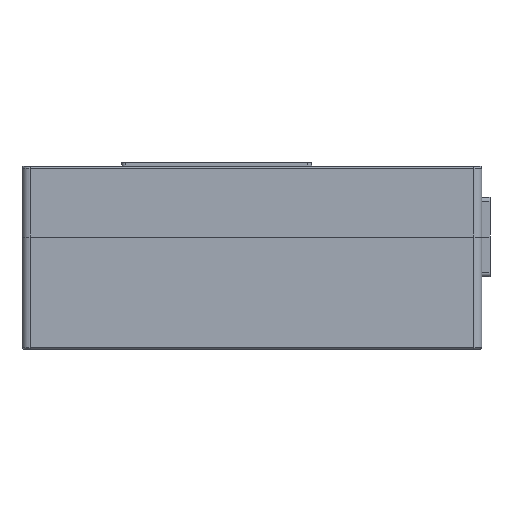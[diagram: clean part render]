
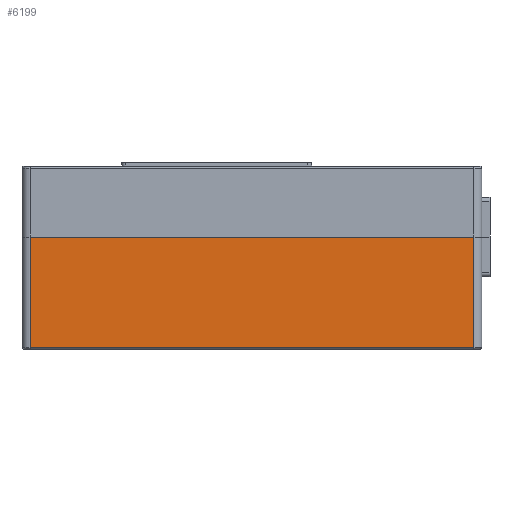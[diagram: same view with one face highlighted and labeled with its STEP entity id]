
A CAD part, left-side view. The second image highlights one B-rep face of the part: STEP entity #6199.
In plain terms, the highlighted planar face has unit normal (-1, 0, 0).
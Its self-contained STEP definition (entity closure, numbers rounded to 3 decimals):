
#965 = PLANE ( 'NONE',  #12730 ) ;
#1763 = LINE ( 'NONE', #3231, #19344 ) ;
#3231 = CARTESIAN_POINT ( 'NONE',  ( -110., -108., -19.5 ) ) ;
#3240 = CARTESIAN_POINT ( 'NONE',  ( -110., 1., -20. ) ) ;
#6199 = ADVANCED_FACE ( 'NONE', ( #25718 ), #965, .T. ) ;
#6266 = CARTESIAN_POINT ( 'NONE',  ( -110., -108., -20. ) ) ;
#7532 = CARTESIAN_POINT ( 'NONE',  ( -110., -108., 7.56 ) ) ;
#9020 = VERTEX_POINT ( 'NONE', #7532 ) ;
#9262 = ORIENTED_EDGE ( 'NONE', *, *, #15379, .T. ) ;
#9578 = CARTESIAN_POINT ( 'NONE',  ( -110., 1., -19.5 ) ) ;
#9756 = DIRECTION ( 'NONE',  ( 0., -1., 0. ) ) ;
#11155 = EDGE_CURVE ( 'NONE', #24910, #19147, #1763, .T. ) ;
#11555 = CARTESIAN_POINT ( 'NONE',  ( -110., 1., -20. ) ) ;
#11827 = ORIENTED_EDGE ( 'NONE', *, *, #15613, .F. ) ;
#12642 = DIRECTION ( 'NONE',  ( 0., 1., 0. ) ) ;
#12730 = AXIS2_PLACEMENT_3D ( 'NONE', #11555, #22694, #9756 ) ;
#12837 = LINE ( 'NONE', #16769, #16518 ) ;
#14233 = EDGE_LOOP ( 'NONE', ( #9262, #17037, #11827, #17008 ) ) ;
#14847 = LINE ( 'NONE', #3240, #18888 ) ;
#15379 = EDGE_CURVE ( 'NONE', #19147, #9020, #17868, .T. ) ;
#15613 = EDGE_CURVE ( 'NONE', #24910, #17088, #14847, .T. ) ;
#15833 = VECTOR ( 'NONE', #21405, 1000. ) ;
#16518 = VECTOR ( 'NONE', #12642, 1000. ) ;
#16769 = CARTESIAN_POINT ( 'NONE',  ( -110., 1., 7.56 ) ) ;
#17008 = ORIENTED_EDGE ( 'NONE', *, *, #11155, .T. ) ;
#17037 = ORIENTED_EDGE ( 'NONE', *, *, #22837, .T. ) ;
#17088 = VERTEX_POINT ( 'NONE', #21408 ) ;
#17610 = CARTESIAN_POINT ( 'NONE',  ( -110., -108., -19.5 ) ) ;
#17868 = LINE ( 'NONE', #6266, #15833 ) ;
#18196 = DIRECTION ( 'NONE',  ( 0., 0., 1. ) ) ;
#18888 = VECTOR ( 'NONE', #18196, 1000. ) ;
#19147 = VERTEX_POINT ( 'NONE', #17610 ) ;
#19344 = VECTOR ( 'NONE', #26675, 1000. ) ;
#21405 = DIRECTION ( 'NONE',  ( 0., 0., 1. ) ) ;
#21408 = CARTESIAN_POINT ( 'NONE',  ( -110., 1., 7.56 ) ) ;
#22694 = DIRECTION ( 'NONE',  ( -1., 0., 0. ) ) ;
#22837 = EDGE_CURVE ( 'NONE', #9020, #17088, #12837, .T. ) ;
#24910 = VERTEX_POINT ( 'NONE', #9578 ) ;
#25718 = FACE_OUTER_BOUND ( 'NONE', #14233, .T. ) ;
#26675 = DIRECTION ( 'NONE',  ( 0., -1., 0. ) ) ;
